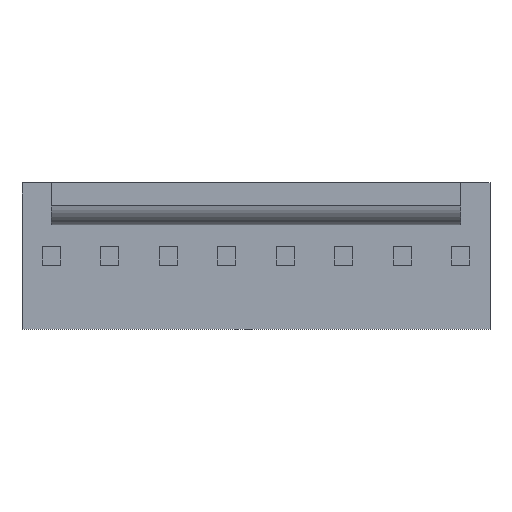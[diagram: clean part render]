
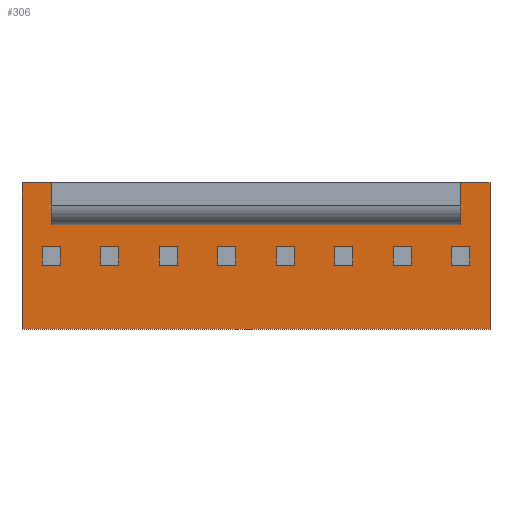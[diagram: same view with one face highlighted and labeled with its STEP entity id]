
A CAD part, top view. The second image highlights one B-rep face of the part: STEP entity #306.
In plain terms, the highlighted planar face has unit normal (0, 0, 1).
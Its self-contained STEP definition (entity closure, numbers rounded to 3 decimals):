
#174 = EDGE_CURVE ( 'NONE', #230, #180, #799, .T. ) ;
#179 = EDGE_CURVE ( 'NONE', #180, #201, #945, .T. ) ;
#180 = VERTEX_POINT ( 'NONE', #931 ) ;
#185 = VERTEX_POINT ( 'NONE', #923 ) ;
#194 = VERTEX_POINT ( 'NONE', #934 ) ;
#196 = EDGE_CURVE ( 'NONE', #234, #233, #919, .T. ) ;
#200 = EDGE_CURVE ( 'NONE', #201, #194, #930, .T. ) ;
#201 = VERTEX_POINT ( 'NONE', #901 ) ;
#206 = VERTEX_POINT ( 'NONE', #900 ) ;
#230 = VERTEX_POINT ( 'NONE', #991 ) ;
#232 = EDGE_CURVE ( 'NONE', #185, #206, #1034, .T. ) ;
#233 = VERTEX_POINT ( 'NONE', #1064 ) ;
#234 = VERTEX_POINT ( 'NONE', #1063 ) ;
#240 = EDGE_CURVE ( 'NONE', #206, #234, #1060, .T. ) ;
#241 = ORIENTED_EDGE ( 'NONE', *, *, #232, .F. ) ;
#242 = ORIENTED_EDGE ( 'NONE', *, *, #271, .F. ) ;
#266 = EDGE_CURVE ( 'NONE', #233, #230, #1039, .T. ) ;
#271 = EDGE_CURVE ( 'NONE', #194, #185, #1008, .T. ) ;
#294 = EDGE_LOOP ( 'NONE', ( #368, #241, #242, #307, #308, #309, #311, #312 ) ) ;
#306 = ADVANCED_FACE ( 'NONE', ( #1190 ), #1181, .T. ) ;
#307 = ORIENTED_EDGE ( 'NONE', *, *, #200, .F. ) ;
#308 = ORIENTED_EDGE ( 'NONE', *, *, #179, .F. ) ;
#309 = ORIENTED_EDGE ( 'NONE', *, *, #174, .F. ) ;
#311 = ORIENTED_EDGE ( 'NONE', *, *, #266, .F. ) ;
#312 = ORIENTED_EDGE ( 'NONE', *, *, #196, .F. ) ;
#368 = ORIENTED_EDGE ( 'NONE', *, *, #240, .F. ) ;
#796 = DIRECTION ( 'NONE',  ( 0., -1., 0. ) ) ;
#797 = VECTOR ( 'NONE', #796, 1000. ) ;
#798 = CARTESIAN_POINT ( 'NONE',  ( 19.05, 3.18, 3.17 ) ) ;
#799 = LINE ( 'NONE', #798, #797 ) ;
#877 = VECTOR ( 'NONE', #897, 1000. ) ;
#878 = CARTESIAN_POINT ( 'NONE',  ( 17.78, 1.35, 3.17 ) ) ;
#882 = VECTOR ( 'NONE', #884, 1000. ) ;
#884 = DIRECTION ( 'NONE',  ( -1., 0., 0. ) ) ;
#897 = DIRECTION ( 'NONE',  ( 0., 1., 0. ) ) ;
#898 = CARTESIAN_POINT ( 'NONE',  ( 19.05, -3.17, 3.17 ) ) ;
#900 = CARTESIAN_POINT ( 'NONE',  ( 0., 2.18, 3.17 ) ) ;
#901 = CARTESIAN_POINT ( 'NONE',  ( -1.27, -3.17, 3.17 ) ) ;
#919 = LINE ( 'NONE', #878, #877 ) ;
#923 = CARTESIAN_POINT ( 'NONE',  ( 0., 3.18, 3.17 ) ) ;
#930 = LINE ( 'NONE', #950, #949 ) ;
#931 = CARTESIAN_POINT ( 'NONE',  ( 19.05, -3.17, 3.17 ) ) ;
#934 = CARTESIAN_POINT ( 'NONE',  ( -1.27, 3.18, 3.17 ) ) ;
#945 = LINE ( 'NONE', #898, #882 ) ;
#948 = DIRECTION ( 'NONE',  ( 0., 1., 0. ) ) ;
#949 = VECTOR ( 'NONE', #948, 1000. ) ;
#950 = CARTESIAN_POINT ( 'NONE',  ( -1.27, -3.17, 3.17 ) ) ;
#965 = DIRECTION ( 'NONE',  ( 0., -1., 0. ) ) ;
#966 = VECTOR ( 'NONE', #965, 1000. ) ;
#991 = CARTESIAN_POINT ( 'NONE',  ( 19.05, 3.18, 3.17 ) ) ;
#1005 = DIRECTION ( 'NONE',  ( 1., 0., 0. ) ) ;
#1006 = VECTOR ( 'NONE', #1005, 1000. ) ;
#1007 = CARTESIAN_POINT ( 'NONE',  ( -1.27, 3.18, 3.17 ) ) ;
#1008 = LINE ( 'NONE', #1007, #1006 ) ;
#1033 = CARTESIAN_POINT ( 'NONE',  ( 0., 3.18, 3.17 ) ) ;
#1034 = LINE ( 'NONE', #1033, #966 ) ;
#1036 = DIRECTION ( 'NONE',  ( 1., 0., 0. ) ) ;
#1037 = VECTOR ( 'NONE', #1036, 1000. ) ;
#1038 = CARTESIAN_POINT ( 'NONE',  ( 17.78, 3.18, 3.17 ) ) ;
#1039 = LINE ( 'NONE', #1038, #1037 ) ;
#1057 = DIRECTION ( 'NONE',  ( 1., 0., 0. ) ) ;
#1058 = VECTOR ( 'NONE', #1057, 1000. ) ;
#1059 = CARTESIAN_POINT ( 'NONE',  ( -1.27, 2.18, 3.17 ) ) ;
#1060 = LINE ( 'NONE', #1059, #1058 ) ;
#1063 = CARTESIAN_POINT ( 'NONE',  ( 17.78, 2.18, 3.17 ) ) ;
#1064 = CARTESIAN_POINT ( 'NONE',  ( 17.78, 3.18, 3.17 ) ) ;
#1175 = DIRECTION ( 'NONE',  ( 1., 0., 0. ) ) ;
#1176 = DIRECTION ( 'NONE',  ( 0., 0., 1. ) ) ;
#1179 = CARTESIAN_POINT ( 'NONE',  ( 0., 0., 3.17 ) ) ;
#1180 = AXIS2_PLACEMENT_3D ( 'NONE', #1179, #1176, #1175 ) ;
#1181 = PLANE ( 'NONE',  #1180 ) ;
#1190 = FACE_OUTER_BOUND ( 'NONE', #294, .T. ) ;
